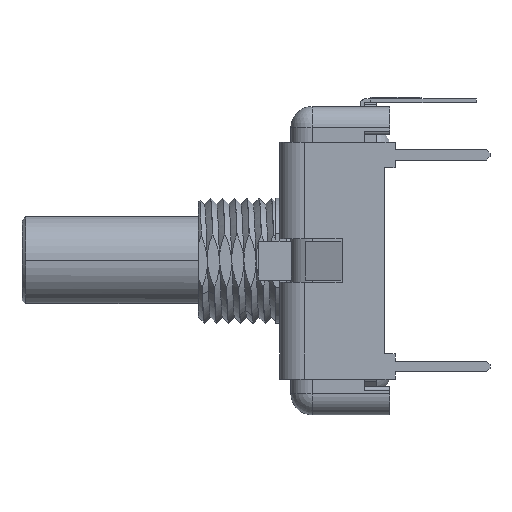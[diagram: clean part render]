
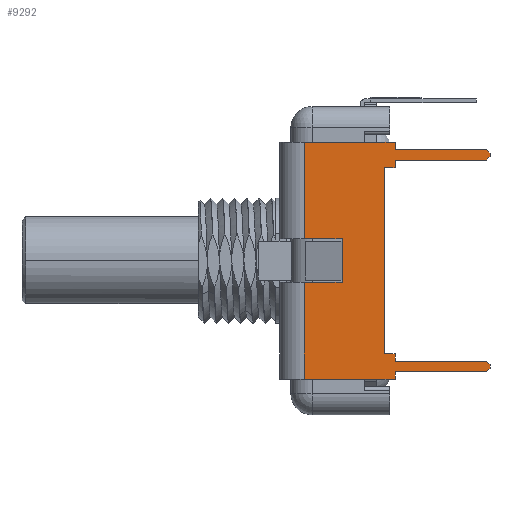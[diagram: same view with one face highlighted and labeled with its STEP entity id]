
A CAD part, left-side view. The second image highlights one B-rep face of the part: STEP entity #9292.
In plain terms, the highlighted planar face has unit normal (-1, 0, 0).
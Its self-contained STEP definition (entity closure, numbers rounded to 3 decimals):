
#1309=DIRECTION('',(0.,0.,-1.));
#1310=VECTOR('',#1309,6.972);
#1311=CARTESIAN_POINT('',(-11.684,4.318,8.534));
#1312=LINE('',#1311,#1310);
#1317=DIRECTION('',(0.,-1.,0.));
#1318=VECTOR('',#1317,6.539);
#1319=CARTESIAN_POINT('',(-11.684,4.318,8.534));
#1320=LINE('',#1319,#1318);
#1321=DIRECTION('',(0.,0.,-1.));
#1322=VECTOR('',#1321,0.533);
#1323=CARTESIAN_POINT('',(-11.684,-2.221,8.534));
#1324=LINE('',#1323,#1322);
#1325=DIRECTION('',(0.,-1.,0.));
#1326=VECTOR('',#1325,6.579);
#1327=CARTESIAN_POINT('',(-11.684,-2.221,8.001));
#1328=LINE('',#1327,#1326);
#1329=DIRECTION('',(0.,-0.707,-0.707));
#1330=VECTOR('',#1329,0.359);
#1331=CARTESIAN_POINT('',(-11.684,-8.8,8.001));
#1332=LINE('',#1331,#1330);
#1333=DIRECTION('',(0.,0.,-1.));
#1334=VECTOR('',#1333,0.254);
#1335=CARTESIAN_POINT('',(-11.684,-9.054,7.747));
#1336=LINE('',#1335,#1334);
#1337=DIRECTION('',(0.,0.707,-0.707));
#1338=VECTOR('',#1337,0.359);
#1339=CARTESIAN_POINT('',(-11.684,-9.054,7.493));
#1340=LINE('',#1339,#1338);
#1341=DIRECTION('',(0.,1.,0.));
#1342=VECTOR('',#1341,6.579);
#1343=CARTESIAN_POINT('',(-11.684,-8.8,7.239));
#1344=LINE('',#1343,#1342);
#1345=DIRECTION('',(0.,0.,-1.));
#1346=VECTOR('',#1345,0.533);
#1347=CARTESIAN_POINT('',(-11.684,-2.221,7.239));
#1348=LINE('',#1347,#1346);
#1349=DIRECTION('',(0.,1.,0.));
#1350=VECTOR('',#1349,0.762);
#1351=CARTESIAN_POINT('',(-11.684,-2.221,6.706));
#1352=LINE('',#1351,#1350);
#1353=DIRECTION('',(0.,0.,-1.));
#1354=VECTOR('',#1353,13.411);
#1355=CARTESIAN_POINT('',(-11.684,-1.459,6.706));
#1356=LINE('',#1355,#1354);
#1357=DIRECTION('',(0.,-1.,0.));
#1358=VECTOR('',#1357,0.762);
#1359=CARTESIAN_POINT('',(-11.684,-1.459,-6.706));
#1360=LINE('',#1359,#1358);
#1361=DIRECTION('',(0.,0.,-1.));
#1362=VECTOR('',#1361,0.533);
#1363=CARTESIAN_POINT('',(-11.684,-2.221,-6.706));
#1364=LINE('',#1363,#1362);
#1365=DIRECTION('',(0.,-1.,0.));
#1366=VECTOR('',#1365,6.579);
#1367=CARTESIAN_POINT('',(-11.684,-2.221,-7.239));
#1368=LINE('',#1367,#1366);
#1369=DIRECTION('',(0.,-0.707,-0.707));
#1370=VECTOR('',#1369,0.359);
#1371=CARTESIAN_POINT('',(-11.684,-8.8,-7.239));
#1372=LINE('',#1371,#1370);
#1373=DIRECTION('',(0.,0.,-1.));
#1374=VECTOR('',#1373,0.254);
#1375=CARTESIAN_POINT('',(-11.684,-9.054,-7.493));
#1376=LINE('',#1375,#1374);
#1377=DIRECTION('',(0.,0.707,-0.707));
#1378=VECTOR('',#1377,0.359);
#1379=CARTESIAN_POINT('',(-11.684,-9.054,-7.747));
#1380=LINE('',#1379,#1378);
#1381=DIRECTION('',(0.,1.,0.));
#1382=VECTOR('',#1381,6.579);
#1383=CARTESIAN_POINT('',(-11.684,-8.8,-8.001));
#1384=LINE('',#1383,#1382);
#1385=DIRECTION('',(0.,0.,-1.));
#1386=VECTOR('',#1385,0.533);
#1387=CARTESIAN_POINT('',(-11.684,-2.221,-8.001));
#1388=LINE('',#1387,#1386);
#1389=DIRECTION('',(0.,1.,0.));
#1390=VECTOR('',#1389,6.539);
#1391=CARTESIAN_POINT('',(-11.684,-2.221,-8.534));
#1392=LINE('',#1391,#1390);
#1393=DIRECTION('',(0.,-1.,0.));
#1394=VECTOR('',#1393,2.729);
#1395=CARTESIAN_POINT('',(-11.684,4.318,-1.562));
#1396=LINE('',#1395,#1394);
#1397=DIRECTION('',(0.,0.,1.));
#1398=VECTOR('',#1397,3.124);
#1399=CARTESIAN_POINT('',(-11.684,1.589,-1.562));
#1400=LINE('',#1399,#1398);
#1401=DIRECTION('',(0.,1.,0.));
#1402=VECTOR('',#1401,2.729);
#1403=CARTESIAN_POINT('',(-11.684,1.589,1.562));
#1404=LINE('',#1403,#1402);
#2007=DIRECTION('',(0.,0.,-1.));
#2008=VECTOR('',#2007,6.972);
#2009=CARTESIAN_POINT('',(-11.684,4.318,-1.562));
#2010=LINE('',#2009,#2008);
#6976=CARTESIAN_POINT('',(-11.684,4.318,1.562));
#6977=VERTEX_POINT('',#6976);
#6978=CARTESIAN_POINT('',(-11.684,1.589,1.562));
#6979=VERTEX_POINT('',#6978);
#7008=CARTESIAN_POINT('',(-11.684,4.318,8.534));
#7009=VERTEX_POINT('',#7008);
#7010=CARTESIAN_POINT('',(-11.684,4.318,-8.534));
#7011=VERTEX_POINT('',#7010);
#7012=CARTESIAN_POINT('',(-11.684,4.318,-1.562));
#7013=VERTEX_POINT('',#7012);
#7014=CARTESIAN_POINT('',(-11.684,-2.221,8.534));
#7015=VERTEX_POINT('',#7014);
#7016=CARTESIAN_POINT('',(-11.684,-2.221,8.001));
#7017=VERTEX_POINT('',#7016);
#7018=CARTESIAN_POINT('',(-11.684,-8.8,8.001));
#7019=VERTEX_POINT('',#7018);
#7020=CARTESIAN_POINT('',(-11.684,-9.054,7.747));
#7021=VERTEX_POINT('',#7020);
#7022=CARTESIAN_POINT('',(-11.684,-9.054,7.493));
#7023=VERTEX_POINT('',#7022);
#7024=CARTESIAN_POINT('',(-11.684,-8.8,7.239));
#7025=VERTEX_POINT('',#7024);
#7026=CARTESIAN_POINT('',(-11.684,-2.221,7.239));
#7027=VERTEX_POINT('',#7026);
#7028=CARTESIAN_POINT('',(-11.684,-2.221,6.706));
#7029=VERTEX_POINT('',#7028);
#7030=CARTESIAN_POINT('',(-11.684,-1.459,6.706));
#7031=VERTEX_POINT('',#7030);
#7032=CARTESIAN_POINT('',(-11.684,-1.459,-6.706));
#7033=VERTEX_POINT('',#7032);
#7034=CARTESIAN_POINT('',(-11.684,-2.221,-6.706));
#7035=VERTEX_POINT('',#7034);
#7036=CARTESIAN_POINT('',(-11.684,-2.221,-7.239));
#7037=VERTEX_POINT('',#7036);
#7038=CARTESIAN_POINT('',(-11.684,-8.8,-7.239));
#7039=VERTEX_POINT('',#7038);
#7040=CARTESIAN_POINT('',(-11.684,-9.054,-7.493));
#7041=VERTEX_POINT('',#7040);
#7042=CARTESIAN_POINT('',(-11.684,-9.054,-7.747));
#7043=VERTEX_POINT('',#7042);
#7044=CARTESIAN_POINT('',(-11.684,-8.8,-8.001));
#7045=VERTEX_POINT('',#7044);
#7046=CARTESIAN_POINT('',(-11.684,-2.221,-8.001));
#7047=VERTEX_POINT('',#7046);
#7048=CARTESIAN_POINT('',(-11.684,-2.221,-8.534));
#7049=VERTEX_POINT('',#7048);
#7050=CARTESIAN_POINT('',(-11.684,1.589,-1.562));
#7051=VERTEX_POINT('',#7050);
#9239=CARTESIAN_POINT('',(-11.684,16.473,0.));
#9240=DIRECTION('',(-1.,0.,0.));
#9241=DIRECTION('',(0.,1.,0.));
#9242=AXIS2_PLACEMENT_3D('',#9239,#9240,#9241);
#9243=PLANE('',#9242);
#9244=ORIENTED_EDGE('',*,*,#9230,.F.);
#9246=ORIENTED_EDGE('',*,*,#9245,.T.);
#9248=ORIENTED_EDGE('',*,*,#9247,.T.);
#9250=ORIENTED_EDGE('',*,*,#9249,.T.);
#9252=ORIENTED_EDGE('',*,*,#9251,.T.);
#9254=ORIENTED_EDGE('',*,*,#9253,.T.);
#9256=ORIENTED_EDGE('',*,*,#9255,.T.);
#9258=ORIENTED_EDGE('',*,*,#9257,.T.);
#9260=ORIENTED_EDGE('',*,*,#9259,.T.);
#9262=ORIENTED_EDGE('',*,*,#9261,.T.);
#9264=ORIENTED_EDGE('',*,*,#9263,.T.);
#9266=ORIENTED_EDGE('',*,*,#9265,.T.);
#9268=ORIENTED_EDGE('',*,*,#9267,.T.);
#9270=ORIENTED_EDGE('',*,*,#9269,.T.);
#9272=ORIENTED_EDGE('',*,*,#9271,.T.);
#9274=ORIENTED_EDGE('',*,*,#9273,.T.);
#9276=ORIENTED_EDGE('',*,*,#9275,.T.);
#9278=ORIENTED_EDGE('',*,*,#9277,.T.);
#9280=ORIENTED_EDGE('',*,*,#9279,.T.);
#9282=ORIENTED_EDGE('',*,*,#9281,.T.);
#9284=ORIENTED_EDGE('',*,*,#9283,.F.);
#9286=ORIENTED_EDGE('',*,*,#9285,.T.);
#9288=ORIENTED_EDGE('',*,*,#9287,.T.);
#9289=ORIENTED_EDGE('',*,*,#9139,.T.);
#9290=EDGE_LOOP('',(#9244,#9246,#9248,#9250,#9252,#9254,#9256,#9258,#9260,#9262,
#9264,#9266,#9268,#9270,#9272,#9274,#9276,#9278,#9280,#9282,#9284,#9286,#9288,
#9289));
#9291=FACE_OUTER_BOUND('',#9290,.F.);
#9292=ADVANCED_FACE('',(#9291),#9243,.T.);
#9139=EDGE_CURVE('',#6979,#6977,#1404,.T.);
#9230=EDGE_CURVE('',#7009,#6977,#1312,.T.);
#9245=EDGE_CURVE('',#7009,#7015,#1320,.T.);
#9247=EDGE_CURVE('',#7015,#7017,#1324,.T.);
#9249=EDGE_CURVE('',#7017,#7019,#1328,.T.);
#9251=EDGE_CURVE('',#7019,#7021,#1332,.T.);
#9253=EDGE_CURVE('',#7021,#7023,#1336,.T.);
#9255=EDGE_CURVE('',#7023,#7025,#1340,.T.);
#9257=EDGE_CURVE('',#7025,#7027,#1344,.T.);
#9259=EDGE_CURVE('',#7027,#7029,#1348,.T.);
#9261=EDGE_CURVE('',#7029,#7031,#1352,.T.);
#9263=EDGE_CURVE('',#7031,#7033,#1356,.T.);
#9265=EDGE_CURVE('',#7033,#7035,#1360,.T.);
#9267=EDGE_CURVE('',#7035,#7037,#1364,.T.);
#9269=EDGE_CURVE('',#7037,#7039,#1368,.T.);
#9271=EDGE_CURVE('',#7039,#7041,#1372,.T.);
#9273=EDGE_CURVE('',#7041,#7043,#1376,.T.);
#9275=EDGE_CURVE('',#7043,#7045,#1380,.T.);
#9277=EDGE_CURVE('',#7045,#7047,#1384,.T.);
#9279=EDGE_CURVE('',#7047,#7049,#1388,.T.);
#9281=EDGE_CURVE('',#7049,#7011,#1392,.T.);
#9283=EDGE_CURVE('',#7013,#7011,#2010,.T.);
#9285=EDGE_CURVE('',#7013,#7051,#1396,.T.);
#9287=EDGE_CURVE('',#7051,#6979,#1400,.T.);
